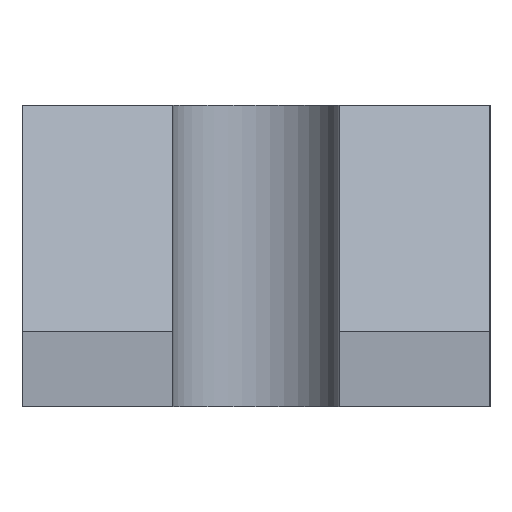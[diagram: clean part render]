
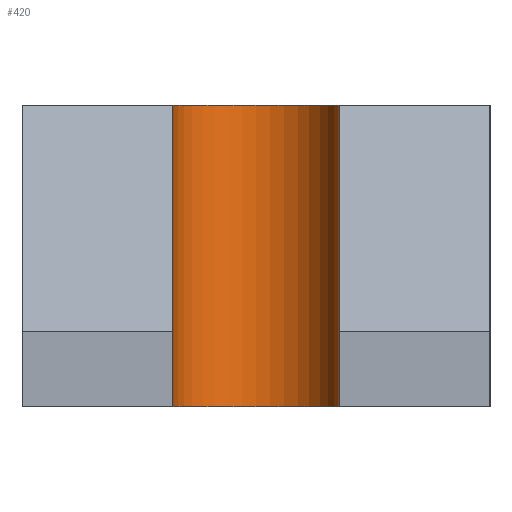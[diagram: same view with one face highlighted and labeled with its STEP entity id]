
A CAD part, left-side view. The second image highlights one B-rep face of the part: STEP entity #420.
In plain terms, the highlighted cylindrical face has radius 11 mm (diameter 22 mm), a partial arc.
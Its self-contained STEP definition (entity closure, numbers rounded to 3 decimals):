
#5 = CARTESIAN_POINT ( 'NONE',  ( 0., 0., 40. ) ) ;
#13 = CARTESIAN_POINT ( 'NONE',  ( 0., 11., 0. ) ) ;
#17 = LINE ( 'NONE', #13, #249 ) ;
#24 = EDGE_CURVE ( 'NONE', #74, #340, #187, .T. ) ;
#38 = CIRCLE ( 'NONE', #102, 11. ) ;
#45 = CIRCLE ( 'NONE', #378, 11. ) ;
#57 = DIRECTION ( 'NONE',  ( 0., 0., -1. ) ) ;
#62 = ORIENTED_EDGE ( 'NONE', *, *, #203, .F. ) ;
#74 = VERTEX_POINT ( 'NONE', #376 ) ;
#88 = ORIENTED_EDGE ( 'NONE', *, *, #373, .F. ) ;
#102 = AXIS2_PLACEMENT_3D ( 'NONE', #5, #161, #212 ) ;
#130 = DIRECTION ( 'NONE',  ( 0., 0., 1. ) ) ;
#161 = DIRECTION ( 'NONE',  ( 0., 0., -1. ) ) ;
#176 = DIRECTION ( 'NONE',  ( 0., 0., 1. ) ) ;
#181 = DIRECTION ( 'NONE',  ( 0., 1., 0. ) ) ;
#182 = VECTOR ( 'NONE', #298, 1000. ) ;
#187 = LINE ( 'NONE', #336, #182 ) ;
#203 = EDGE_CURVE ( 'NONE', #206, #451, #17, .T. ) ;
#206 = VERTEX_POINT ( 'NONE', #382 ) ;
#212 = DIRECTION ( 'NONE',  ( 0., 1., 0. ) ) ;
#249 = VECTOR ( 'NONE', #176, 1000. ) ;
#251 = FACE_OUTER_BOUND ( 'NONE', #424, .T. ) ;
#298 = DIRECTION ( 'NONE',  ( 0., 0., -1. ) ) ;
#331 = CYLINDRICAL_SURFACE ( 'NONE', #461, 11. ) ;
#336 = CARTESIAN_POINT ( 'NONE',  ( 0., -11., 0. ) ) ;
#340 = VERTEX_POINT ( 'NONE', #377 ) ;
#360 = CARTESIAN_POINT ( 'NONE',  ( 0., 0., 0. ) ) ;
#373 = EDGE_CURVE ( 'NONE', #451, #74, #38, .T. ) ;
#376 = CARTESIAN_POINT ( 'NONE',  ( 0., -11., 40. ) ) ;
#377 = CARTESIAN_POINT ( 'NONE',  ( 0., -11., 0. ) ) ;
#378 = AXIS2_PLACEMENT_3D ( 'NONE', #360, #57, #416 ) ;
#382 = CARTESIAN_POINT ( 'NONE',  ( 0., 11., 0. ) ) ;
#384 = CARTESIAN_POINT ( 'NONE',  ( 0., 11., 40. ) ) ;
#390 = CARTESIAN_POINT ( 'NONE',  ( 0., 0., 0. ) ) ;
#416 = DIRECTION ( 'NONE',  ( 0., 1., 0. ) ) ;
#420 = ADVANCED_FACE ( 'NONE', ( #251 ), #331, .F. ) ;
#424 = EDGE_LOOP ( 'NONE', ( #456, #435, #88, #62 ) ) ;
#435 = ORIENTED_EDGE ( 'NONE', *, *, #24, .F. ) ;
#444 = EDGE_CURVE ( 'NONE', #206, #340, #45, .T. ) ;
#451 = VERTEX_POINT ( 'NONE', #384 ) ;
#456 = ORIENTED_EDGE ( 'NONE', *, *, #444, .T. ) ;
#461 = AXIS2_PLACEMENT_3D ( 'NONE', #390, #130, #181 ) ;
